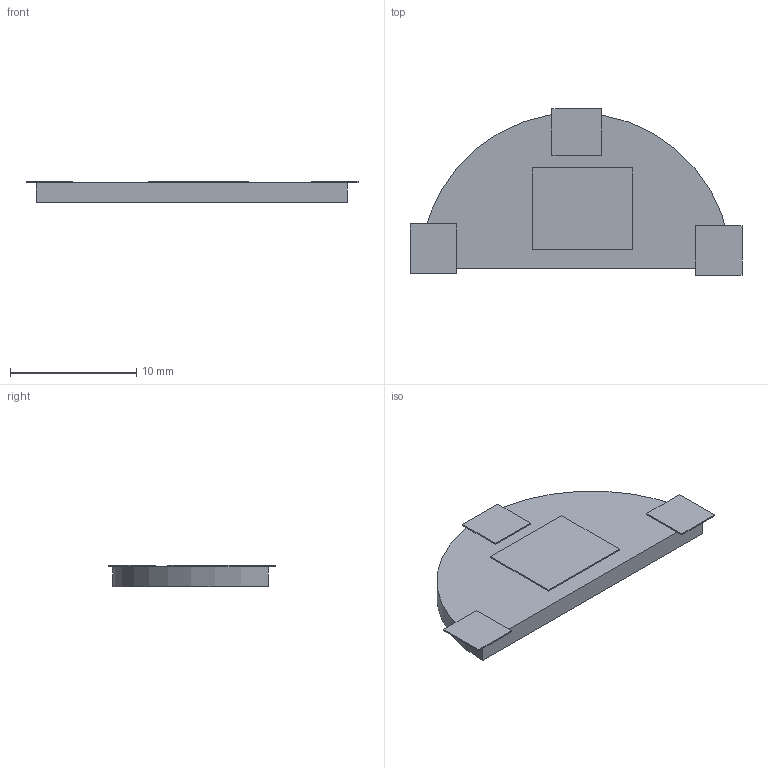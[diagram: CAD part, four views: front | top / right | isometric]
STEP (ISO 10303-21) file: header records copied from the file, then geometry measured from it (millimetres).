
FILE_DESCRIPTION(/* description */ (''),/* implementation_level */ '2;1');
FILE_NAME(/* name */ '0abd4eec-2279-48ea-90f4-f289339f7cd4.stp',/* time_stamp */ '2020-06-12T14:56:41+00:00',/* author */ (''),/* organization */ (''),/* preprocessor_version */ 'ST-DEVELOPER v18.1',/* originating_system */ 'Autodesk Translation Framework v9.3.0.1241',/* authorisation */ '');
FILE_SCHEMA (('AUTOMOTIVE_DESIGN { 1 0 10303 214 3 1 1 }'));
Length unit declared in the file: millimetre
Products named in the file (5): 0abd4eec-2279-48ea-90f4-f289339f7cd4; PCB Component; Board; TM1000Q; RIGHT
Assembly tree (6 placements, depth 3):
  0abd4eec-2279-48ea-90f4-f289339f7cd4
    PCB Component
      Board
      TM1000Q
      RIGHT  x3
Bounding box: 26.32 x 13.19 x 1.67 mm (x, y, z)
Volume: 366.3 mm3; surface area: 796.3 mm2
Topology: 5 solids, 5 shells, 34 faces, 72 edges, 48 vertices
Faces by surface type: plane 27, cylinder 7
Full cylindrical faces by diameter (mm): 1 x3, 2 x3
Entity records: 810 total; most frequent: DIRECTION 128, CARTESIAN_POINT 113, ORIENTED_EDGE 96, EDGE_CURVE 48, AXIS2_PLACEMENT_3D 47, EDGE_LOOP 34, LINE 34, VECTOR 34
